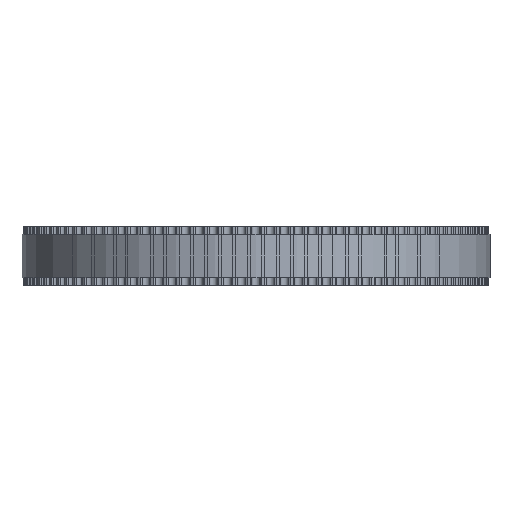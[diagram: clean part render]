
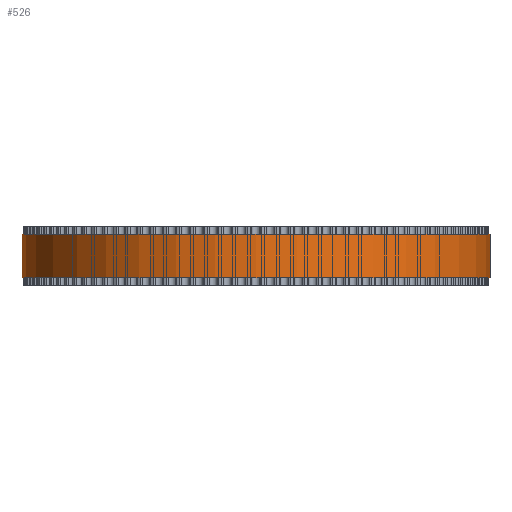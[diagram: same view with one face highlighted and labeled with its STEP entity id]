
A CAD part, front view. The second image highlights one B-rep face of the part: STEP entity #526.
In plain terms, the highlighted cylindrical face has radius 32.149 mm (diameter 64.299 mm), a full revolution.
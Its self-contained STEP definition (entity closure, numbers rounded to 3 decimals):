
#97=FACE_BOUND('',#1744,.T.);
#98=FACE_BOUND('',#1745,.T.);
#526=ADVANCED_FACE('',(#97,#98),#931,.T.);
#931=CYLINDRICAL_SURFACE('',#9031,32.149);
#1744=EDGE_LOOP('',(#4978));
#1745=EDGE_LOOP('',(#4979));
#4978=ORIENTED_EDGE('',*,*,#7002,.T.);
#4979=ORIENTED_EDGE('',*,*,#7003,.T.);
#5788=VERTEX_POINT('',#14300);
#5789=VERTEX_POINT('',#14302);
#7002=EDGE_CURVE('',#5788,#5788,#7812,.T.);
#7003=EDGE_CURVE('',#5789,#5789,#7813,.T.);
#7812=CIRCLE('',#9029,32.149);
#7813=CIRCLE('',#9030,32.149);
#9029=AXIS2_PLACEMENT_3D('',#14299,#11866,#11867);
#9030=AXIS2_PLACEMENT_3D('',#14301,#11868,#11869);
#9031=AXIS2_PLACEMENT_3D('',#14303,#11870,#11871);
#11866=DIRECTION('',(0.,0.,1.));
#11867=DIRECTION('',(1.,0.,0.));
#11868=DIRECTION('',(0.,0.,-1.));
#11869=DIRECTION('',(1.,0.,0.));
#11870=DIRECTION('',(0.,0.,1.));
#11871=DIRECTION('',(1.,0.,0.));
#14299=CARTESIAN_POINT('',(0.,0.,1.));
#14300=CARTESIAN_POINT('',(32.149,0.,1.));
#14301=CARTESIAN_POINT('',(0.,0.,7.));
#14302=CARTESIAN_POINT('',(32.149,0.,7.));
#14303=CARTESIAN_POINT('',(0.,0.,1.));
